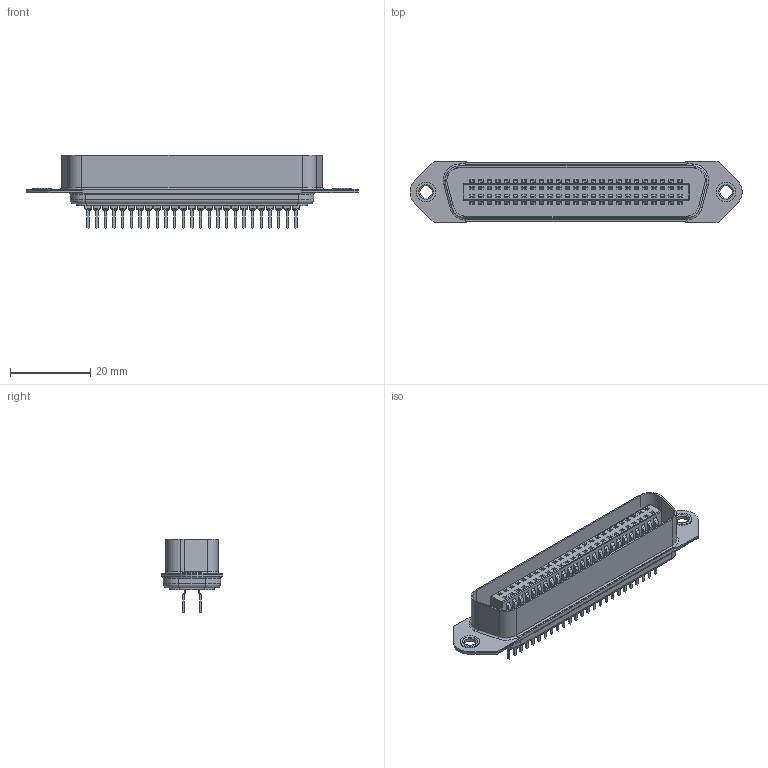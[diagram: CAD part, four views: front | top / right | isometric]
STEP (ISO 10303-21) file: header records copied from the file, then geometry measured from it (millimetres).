
FILE_DESCRIPTION (( 'STEP AP203' ), '1' );
FILE_NAME ('B57-150-621-422.STEP', '2020-06-24T12:33:44', ( '' ), ( '' ), 'SwSTEP 2.0', 'SolidWorks 2020', '' );
FILE_SCHEMA (( 'CONFIG_CONTROL_DESIGN' ));
Length unit declared in the file: millimetre
Products named in the file (6): B57 Rivet_STR THRU; B57 Housing Insert MALE_50 Position UP; B57 Contacts MALE_50 Position STR; B57 Back Shell_50 Position; B57 Front Shell MALE_50 Position UP; B57-150-621-422
Assembly tree (6 placements, depth 2):
  B57-150-621-422
    B57 Back Shell_50 Position
    B57 Rivet_STR THRU  x2
    B57 Housing Insert MALE_50 Position UP
    B57 Front Shell MALE_50 Position UP
    B57 Contacts MALE_50 Position STR
Bounding box: 82.83 x 15.3 x 18.34 mm (x, y, z)
Volume: 5819.6 mm3; surface area: 14184.4 mm2
Topology: 55 solids, 55 shells, 4831 faces, 13681 edges, 8660 vertices
Faces by surface type: plane 3396, cylinder 1201, sphere 204, torus 30
Entity records: 154109 total; most frequent: CARTESIAN_POINT 29122, ORIENTED_EDGE 26910, DIRECTION 24705, EDGE_CURVE 13455, VECTOR 10807, LINE 10807, VERTEX_POINT 8646, AXIS2_PLACEMENT_3D 6949
